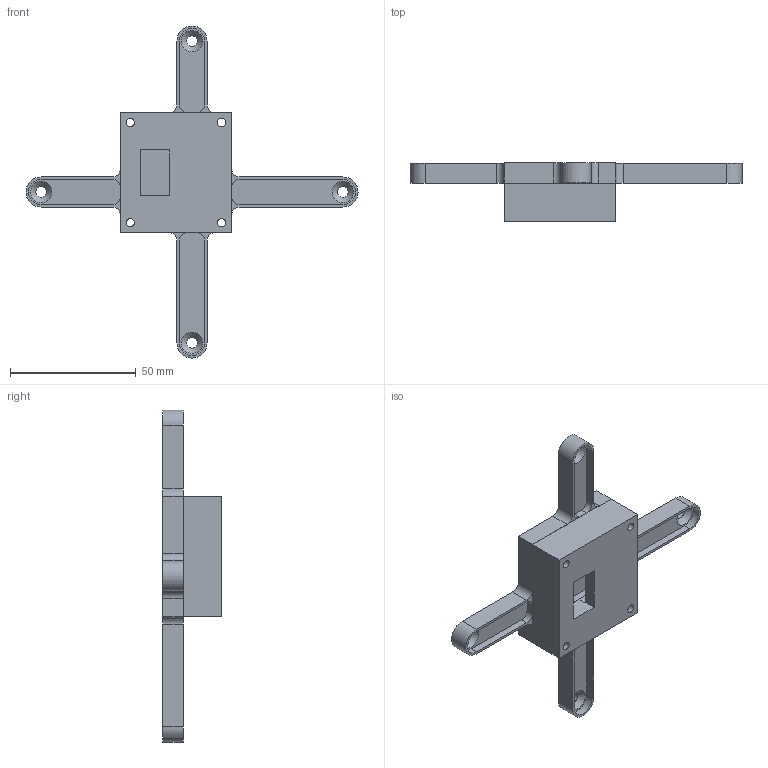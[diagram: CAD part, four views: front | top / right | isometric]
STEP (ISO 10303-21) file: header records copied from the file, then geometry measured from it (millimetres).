
FILE_DESCRIPTION(/* description */ ('','CAx-IF Rec.Pracs.---Representation and Presentation of Product Manufacturing Information (PMI)---4.0---2014-10-13'),/* implementation_level */ '2;1');
FILE_NAME(/* name */ 'sensors-plate_imu_xsens-mti-630-ahrs_case.step',/* time_stamp */ '2024-12-08T23:53:05Z',/* author */ (''),/* organization */ (''),/* preprocessor_version */ 'ST-DEVELOPER v20',/* originating_system */ 'Autodesk Translation Framework v13.20.0.188',/* authorisation */ '');
FILE_SCHEMA (('AP242_MANAGED_MODEL_BASED_3D_ENGINEERING_MIM_LF { 1 0 10303 442 1 1 4 }'));
Length unit declared in the file: millimetre
Products named in the file (3): Support IMU Xsens MTi-630; Support IMU Xsens MTi-630 Bottom; Support IMU Xsens MTi-630 Top
Assembly tree (2 placements, depth 2):
  Support IMU Xsens MTi-630
    Support IMU Xsens MTi-630 Bottom
    Support IMU Xsens MTi-630 Top
Bounding box: 132 x 23.11 x 132 mm (x, y, z)
Volume: 46719.5 mm3; surface area: 22938.3 mm2
Topology: 2 solids, 2 shells, 117 faces, 306 edges, 204 vertices
Faces by surface type: plane 67, cylinder 42, cone 8
Full cylindrical faces by diameter (mm): 2 x6, 3.3 x8, 4.3 x4
Entity records: 3757 total; most frequent: DIRECTION 650, CARTESIAN_POINT 632, ORIENTED_EDGE 612, EDGE_CURVE 306, AXIS2_PLACEMENT_3D 222, LINE 206, VECTOR 206, VERTEX_POINT 204
